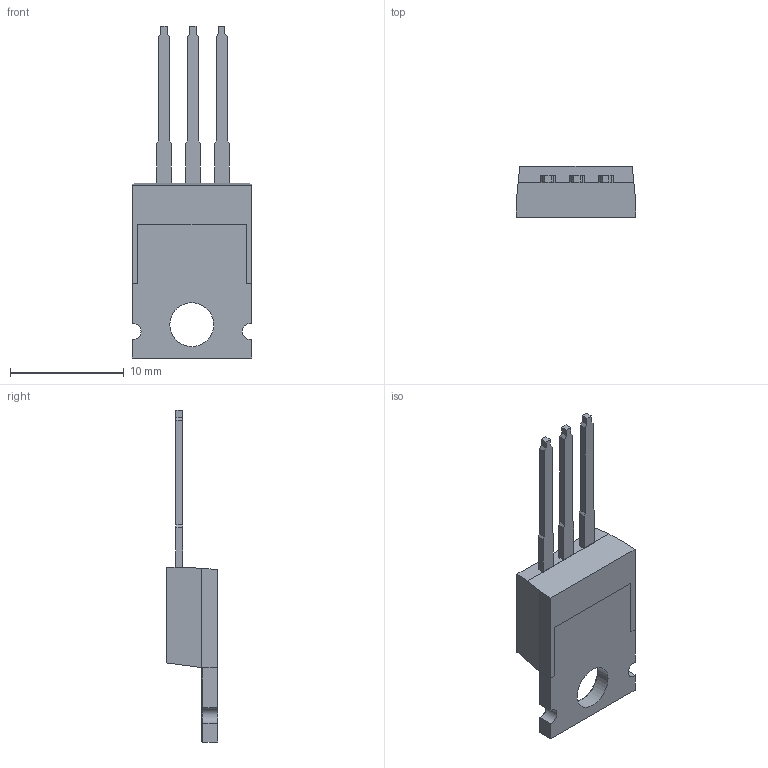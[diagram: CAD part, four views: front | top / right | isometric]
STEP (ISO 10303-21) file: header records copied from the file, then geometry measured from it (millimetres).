
FILE_DESCRIPTION(/* description */ (''),/* implementation_level */ '2;1');
FILE_NAME(/* name */ 'IRLB8748PBF v1.step',/* time_stamp */ '2019-07-09T14:03:26+01:00',/* author */ (''),/* organization */ (''),/* preprocessor_version */ 'ST-DEVELOPER v18',/* originating_system */ 'Autodesk Translation Framework v8.2.0.1029',/* authorisation */ '');
FILE_SCHEMA (('AUTOMOTIVE_DESIGN { 1 0 10303 214 3 1 1 }'));
Length unit declared in the file: millimetre
Products named in the file (1): IRLB8748PBF
Bounding box: 10.5 x 4.48 x 29.15 mm (x, y, z)
Volume: 498.1 mm3; surface area: 644.4 mm2
Topology: 4 solids, 4 shells, 378 faces, 1012 edges, 667 vertices
Faces by surface type: plane 212, bspline 147, cylinder 16, torus 3
Full cylindrical faces by diameter (mm): 3.848 x1
Entity records: 13156 total; most frequent: CARTESIAN_POINT 4609, ORIENTED_EDGE 2024, DIRECTION 1210, EDGE_CURVE 1012, LINE 682, VECTOR 682, VERTEX_POINT 667, EDGE_LOOP 408
